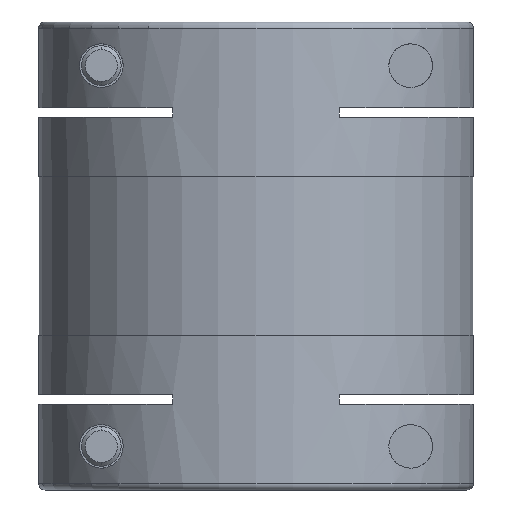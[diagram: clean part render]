
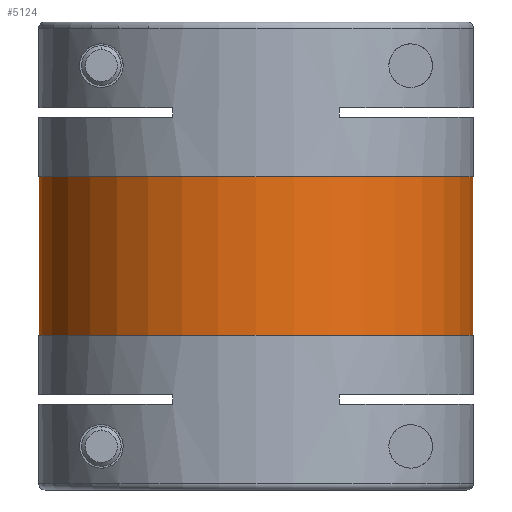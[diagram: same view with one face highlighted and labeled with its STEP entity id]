
A CAD part, front view. The second image highlights one B-rep face of the part: STEP entity #5124.
In plain terms, the highlighted cylindrical face has radius 27.35 mm (diameter 54.7 mm), a partial arc.
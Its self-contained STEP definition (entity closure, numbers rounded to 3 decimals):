
#140 = VECTOR ( 'NONE', #3155, 1000. ) ;
#220 = AXIS2_PLACEMENT_3D ( 'NONE', #2918, #4136, #5432 ) ;
#344 = EDGE_LOOP ( 'NONE', ( #4620, #5113, #3918, #3222 ) ) ;
#701 = VERTEX_POINT ( 'NONE', #4707 ) ;
#1304 = DIRECTION ( 'NONE',  ( 0., 0., -1. ) ) ;
#1353 = VECTOR ( 'NONE', #1996, 1000. ) ;
#1487 = CARTESIAN_POINT ( 'NONE',  ( 0., 0., -59. ) ) ;
#1587 = AXIS2_PLACEMENT_3D ( 'NONE', #2529, #1304, #4709 ) ;
#1681 = AXIS2_PLACEMENT_3D ( 'NONE', #1487, #2752, #4109 ) ;
#1774 = CARTESIAN_POINT ( 'NONE',  ( 27.35, 0., -19.5 ) ) ;
#1951 = VERTEX_POINT ( 'NONE', #4009 ) ;
#1996 = DIRECTION ( 'NONE',  ( 0., 0., 1. ) ) ;
#2492 = CIRCLE ( 'NONE', #1587, 27.35 ) ;
#2529 = CARTESIAN_POINT ( 'NONE',  ( 0., 0., -19.5 ) ) ;
#2553 = VERTEX_POINT ( 'NONE', #1774 ) ;
#2722 = FACE_OUTER_BOUND ( 'NONE', #344, .T. ) ;
#2752 = DIRECTION ( 'NONE',  ( 0., 0., 1. ) ) ;
#2834 = CYLINDRICAL_SURFACE ( 'NONE', #1681, 27.35 ) ;
#2843 = CARTESIAN_POINT ( 'NONE',  ( -27.35, 0., -59. ) ) ;
#2918 = CARTESIAN_POINT ( 'NONE',  ( 0., 0., -39.5 ) ) ;
#3035 = CIRCLE ( 'NONE', #220, 27.35 ) ;
#3155 = DIRECTION ( 'NONE',  ( 0., 0., 1. ) ) ;
#3222 = ORIENTED_EDGE ( 'NONE', *, *, #3506, .F. ) ;
#3506 = EDGE_CURVE ( 'NONE', #1951, #4257, #4900, .T. ) ;
#3918 = ORIENTED_EDGE ( 'NONE', *, *, #5052, .T. ) ;
#4009 = CARTESIAN_POINT ( 'NONE',  ( -27.35, 0., -39.5 ) ) ;
#4109 = DIRECTION ( 'NONE',  ( -1., 0., 0. ) ) ;
#4117 = EDGE_CURVE ( 'NONE', #701, #1951, #3035, .T. ) ;
#4136 = DIRECTION ( 'NONE',  ( 0., 0., -1. ) ) ;
#4257 = VERTEX_POINT ( 'NONE', #4260 ) ;
#4260 = CARTESIAN_POINT ( 'NONE',  ( -27.35, 0., -19.5 ) ) ;
#4620 = ORIENTED_EDGE ( 'NONE', *, *, #4117, .F. ) ;
#4642 = LINE ( 'NONE', #5581, #1353 ) ;
#4707 = CARTESIAN_POINT ( 'NONE',  ( 27.35, 0., -39.5 ) ) ;
#4708 = EDGE_CURVE ( 'NONE', #701, #2553, #4642, .T. ) ;
#4709 = DIRECTION ( 'NONE',  ( -1., 0., 0. ) ) ;
#4900 = LINE ( 'NONE', #2843, #140 ) ;
#5052 = EDGE_CURVE ( 'NONE', #2553, #4257, #2492, .T. ) ;
#5113 = ORIENTED_EDGE ( 'NONE', *, *, #4708, .T. ) ;
#5124 = ADVANCED_FACE ( 'NONE', ( #2722 ), #2834, .T. ) ;
#5432 = DIRECTION ( 'NONE',  ( -1., 0., 0. ) ) ;
#5581 = CARTESIAN_POINT ( 'NONE',  ( 27.35, 0., -59. ) ) ;
